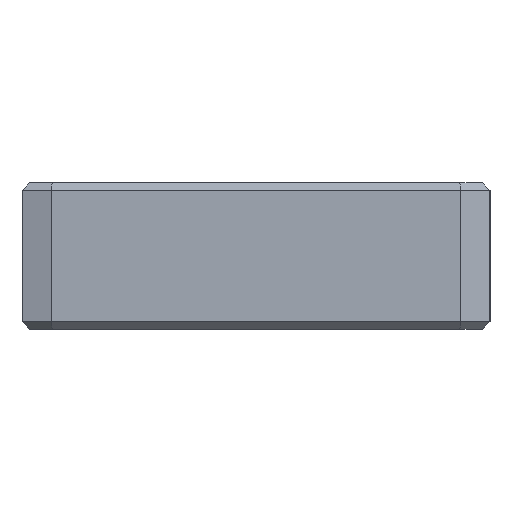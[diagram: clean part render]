
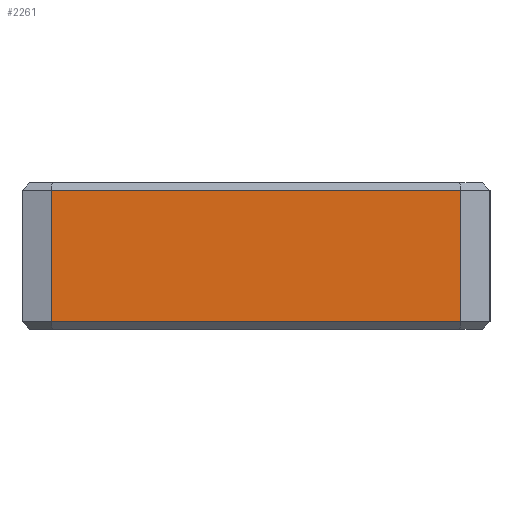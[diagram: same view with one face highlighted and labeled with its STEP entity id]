
A CAD part, left-side view. The second image highlights one B-rep face of the part: STEP entity #2261.
In plain terms, the highlighted planar face has unit normal (-1, 0, 0).
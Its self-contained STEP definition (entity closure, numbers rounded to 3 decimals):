
#891=FACE_OUTER_BOUND('',#997,.T.);
#997=EDGE_LOOP('',(#2079,#2080,#2081,#2082));
#1002=LINE('',#3019,#1186);
#1028=LINE('',#3069,#1212);
#1052=LINE('',#3138,#1236);
#1182=LINE('',#3420,#1366);
#1186=VECTOR('',#2471,10.);
#1212=VECTOR('',#2513,10.);
#1236=VECTOR('',#2579,10.);
#1366=VECTOR('',#2851,10.);
#1370=VERTEX_POINT('',#3017);
#1371=VERTEX_POINT('',#3018);
#1387=VERTEX_POINT('',#3067);
#1410=VERTEX_POINT('',#3132);
#1493=EDGE_CURVE('',#1370,#1371,#1002,.T.);
#1519=EDGE_CURVE('',#1370,#1387,#1028,.T.);
#1553=EDGE_CURVE('',#1410,#1387,#1052,.T.);
#1692=EDGE_CURVE('',#1410,#1371,#1182,.T.);
#2079=ORIENTED_EDGE('',*,*,#1493,.F.);
#2080=ORIENTED_EDGE('',*,*,#1519,.T.);
#2081=ORIENTED_EDGE('',*,*,#1553,.F.);
#2082=ORIENTED_EDGE('',*,*,#1692,.T.);
#2177=PLANE('',#2386);
#2261=ADVANCED_FACE('',(#891),#2177,.T.);
#2386=AXIS2_PLACEMENT_3D('',#3419,#2849,#2850);
#2471=DIRECTION('',(0.,1.,0.));
#2513=DIRECTION('',(0.,0.,1.));
#2579=DIRECTION('',(0.,-1.,0.));
#2849=DIRECTION('center_axis',(-1.,0.,0.));
#2850=DIRECTION('ref_axis',(0.,1.,0.));
#2851=DIRECTION('',(0.,0.,-1.));
#3017=CARTESIAN_POINT('',(-11.,-18.,-3.5));
#3018=CARTESIAN_POINT('',(-11.,10.,-3.5));
#3019=CARTESIAN_POINT('',(-11.,6.55,-3.5));
#3067=CARTESIAN_POINT('',(-11.,-18.,5.5));
#3069=CARTESIAN_POINT('',(-11.,-18.,-4.));
#3132=CARTESIAN_POINT('',(-11.,10.,5.5));
#3138=CARTESIAN_POINT('',(-11.,6.55,5.5));
#3419=CARTESIAN_POINT('Origin',(-11.,1.1,2.));
#3420=CARTESIAN_POINT('',(-11.,10.,6.));
